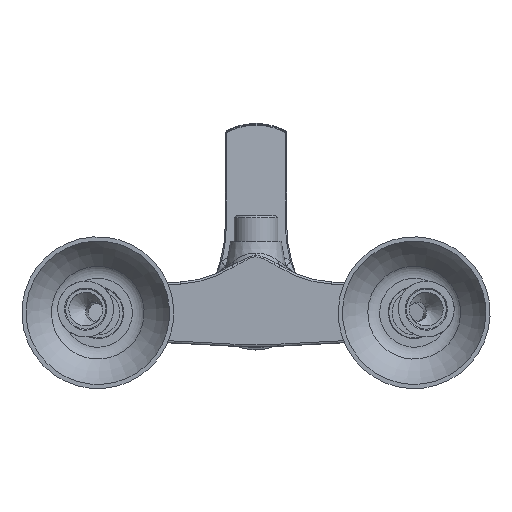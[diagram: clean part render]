
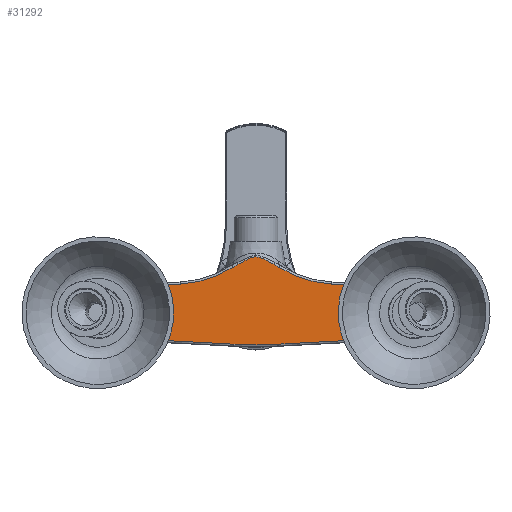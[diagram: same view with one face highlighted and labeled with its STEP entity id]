
A CAD part, front view. The second image highlights one B-rep face of the part: STEP entity #31292.
In plain terms, the highlighted planar face has unit normal (0, -1, 0).
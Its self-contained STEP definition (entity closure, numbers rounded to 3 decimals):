
#184 = CARTESIAN_POINT ( 'NONE',  ( 38.459, -13.7, 64.504 ) ) ;
#300 = VECTOR ( 'NONE', #14286, 1000. ) ;
#392 = ORIENTED_EDGE ( 'NONE', *, *, #23297, .T. ) ;
#502 = VECTOR ( 'NONE', #22744, 1000. ) ;
#735 = VERTEX_POINT ( 'NONE', #1479 ) ;
#754 = ORIENTED_EDGE ( 'NONE', *, *, #18429, .T. ) ;
#906 = FACE_OUTER_BOUND ( 'NONE', #26578, .T. ) ;
#1095 = CARTESIAN_POINT ( 'NONE',  ( 7.172, -13.7, 23.604 ) ) ;
#1099 = DIRECTION ( 'NONE',  ( 0., -1., 0. ) ) ;
#1229 = CARTESIAN_POINT ( 'NONE',  ( 0.394, -13.7, 26.463 ) ) ;
#1287 = VERTEX_POINT ( 'NONE', #31078 ) ;
#1297 = CARTESIAN_POINT ( 'NONE',  ( 54.499, -13.7, -12.594 ) ) ;
#1479 = CARTESIAN_POINT ( 'NONE',  ( -54.499, -13.7, 12.594 ) ) ;
#1728 = CIRCLE ( 'NONE', #26281, 20. ) ;
#2371 = VERTEX_POINT ( 'NONE', #18728 ) ;
#2745 = VERTEX_POINT ( 'NONE', #8962 ) ;
#3043 = ORIENTED_EDGE ( 'NONE', *, *, #14106, .T. ) ;
#3086 = LINE ( 'NONE', #15860, #23743 ) ;
#3514 = CARTESIAN_POINT ( 'NONE',  ( 54.499, -13.7, -46.5 ) ) ;
#4010 = EDGE_CURVE ( 'NONE', #35748, #19932, #13173, .T. ) ;
#4229 = EDGE_CURVE ( 'NONE', #33750, #21884, #1728, .T. ) ;
#4396 = AXIS2_PLACEMENT_3D ( 'NONE', #13808, #19449, #19571 ) ;
#4635 = LINE ( 'NONE', #7466, #28727 ) ;
#5110 = EDGE_CURVE ( 'NONE', #19932, #2371, #12681, .T. ) ;
#5986 = DIRECTION ( 'NONE',  ( 0., 1., 0. ) ) ;
#6276 = CARTESIAN_POINT ( 'NONE',  ( -52.728, -13.7, -12.687 ) ) ;
#6714 = CARTESIAN_POINT ( 'NONE',  ( 7.858, -13.7, 23.231 ) ) ;
#6928 = CIRCLE ( 'NONE', #25500, 51. ) ;
#7186 = CARTESIAN_POINT ( 'NONE',  ( -10.833, -13.7, 21.634 ) ) ;
#7466 = CARTESIAN_POINT ( 'NONE',  ( -54.499, -13.7, -46.5 ) ) ;
#7737 = LINE ( 'NONE', #28021, #300 ) ;
#8040 = EDGE_CURVE ( 'NONE', #735, #18605, #4635, .T. ) ;
#8142 = DIRECTION ( 'NONE',  ( 1., 0., 0. ) ) ;
#8276 = ORIENTED_EDGE ( 'NONE', *, *, #27995, .T. ) ;
#8915 = VERTEX_POINT ( 'NONE', #9861 ) ;
#8962 = CARTESIAN_POINT ( 'NONE',  ( -35.79, -13.7, 13.574 ) ) ;
#9543 = CARTESIAN_POINT ( 'NONE',  ( 5.128, -13.7, 24.75 ) ) ;
#9861 = CARTESIAN_POINT ( 'NONE',  ( 10.415, -13.7, -14.905 ) ) ;
#10414 = ORIENTED_EDGE ( 'NONE', *, *, #32432, .T. ) ;
#11159 = ORIENTED_EDGE ( 'NONE', *, *, #15381, .T. ) ;
#11160 = CARTESIAN_POINT ( 'NONE',  ( -5.808, -13.7, 24.362 ) ) ;
#11371 = ORIENTED_EDGE ( 'NONE', *, *, #8040, .T. ) ;
#12354 = ORIENTED_EDGE ( 'NONE', *, *, #4229, .T. ) ;
#12386 = CARTESIAN_POINT ( 'NONE',  ( 3.04, -13.7, 25.803 ) ) ;
#12681 = LINE ( 'NONE', #29380, #28415 ) ;
#13173 = LINE ( 'NONE', #3514, #31090 ) ;
#13320 = CARTESIAN_POINT ( 'NONE',  ( 54.499, -13.7, 12.594 ) ) ;
#13649 = CARTESIAN_POINT ( 'NONE',  ( -3.045, -13.7, 25.801 ) ) ;
#13795 = CIRCLE ( 'NONE', #4396, 20. ) ;
#13808 = CARTESIAN_POINT ( 'NONE',  ( 0., -13.7, 4.822 ) ) ;
#14033 = DIRECTION ( 'NONE',  ( 0., 1., 0. ) ) ;
#14106 = EDGE_CURVE ( 'NONE', #26661, #8915, #22039, .T. ) ;
#14286 = DIRECTION ( 'NONE',  ( -0.999, 0., -0.052 ) ) ;
#15321 = ORIENTED_EDGE ( 'NONE', *, *, #30082, .T. ) ;
#15381 = EDGE_CURVE ( 'NONE', #21884, #1287, #23000, .T. ) ;
#15860 = CARTESIAN_POINT ( 'NONE',  ( 54.447, -13.7, -12.597 ) ) ;
#16456 = CARTESIAN_POINT ( 'NONE',  ( -8.565, -13.7, 22.896 ) ) ;
#16614 = VERTEX_POINT ( 'NONE', #21740 ) ;
#17887 = CARTESIAN_POINT ( 'NONE',  ( 8.565, -13.7, 22.896 ) ) ;
#18021 = CARTESIAN_POINT ( 'NONE',  ( 0.782, -13.7, 26.425 ) ) ;
#18148 = PLANE ( 'NONE',  #22267 ) ;
#18429 = EDGE_CURVE ( 'NONE', #16614, #22151, #13795, .T. ) ;
#18605 = VERTEX_POINT ( 'NONE', #26436 ) ;
#18728 = CARTESIAN_POINT ( 'NONE',  ( 35.79, -13.7, 13.574 ) ) ;
#19449 = DIRECTION ( 'NONE',  ( 0., -1., 0. ) ) ;
#19505 = CARTESIAN_POINT ( 'NONE',  ( -1.561, -13.7, 26.281 ) ) ;
#19571 = DIRECTION ( 'NONE',  ( 1., 0., 0. ) ) ;
#19932 = VERTEX_POINT ( 'NONE', #13320 ) ;
#19951 = DIRECTION ( 'NONE',  ( 0., 0., 1. ) ) ;
#20466 = DIRECTION ( 'NONE',  ( 1., 0., 0. ) ) ;
#20548 = CARTESIAN_POINT ( 'NONE',  ( 10.833, -13.7, 21.634 ) ) ;
#20723 = CARTESIAN_POINT ( 'NONE',  ( 5.807, -13.7, 24.363 ) ) ;
#20725 = CARTESIAN_POINT ( 'NONE',  ( -54.5, -13.7, -46.5 ) ) ;
#21740 = CARTESIAN_POINT ( 'NONE',  ( -8.565, -13.7, 22.896 ) ) ;
#21884 = VERTEX_POINT ( 'NONE', #24050 ) ;
#21988 = DIRECTION ( 'NONE',  ( 1., 0., 0. ) ) ;
#22039 = CIRCLE ( 'NONE', #32600, 199. ) ;
#22151 = VERTEX_POINT ( 'NONE', #7186 ) ;
#22233 = DIRECTION ( 'NONE',  ( 1., 0., 0. ) ) ;
#22267 = AXIS2_PLACEMENT_3D ( 'NONE', #20725, #1099, #20466 ) ;
#22326 = CARTESIAN_POINT ( 'NONE',  ( -5.129, -13.7, 24.749 ) ) ;
#22406 = LINE ( 'NONE', #6276, #502 ) ;
#22515 = EDGE_CURVE ( 'NONE', #18605, #26661, #22406, .T. ) ;
#22744 = DIRECTION ( 'NONE',  ( 0.999, 0., -0.052 ) ) ;
#23000 = B_SPLINE_CURVE_WITH_KNOTS ( 'NONE', 3,
 ( #17887, #6714, #1095, #20723, #9543, #29156, #12386, #31987, #34797, #18021, #1229, #29769 ),
 .UNSPECIFIED., .F., .F.,
 ( 4, 2, 2, 2, 2, 4 ),
 ( 0., 0.002, 0.005, 0.007, 0.008, 0.009 ),
 .UNSPECIFIED. ) ;
#23297 = EDGE_CURVE ( 'NONE', #8915, #35748, #3086, .T. ) ;
#23743 = VECTOR ( 'NONE', #35204, 1000. ) ;
#24050 = CARTESIAN_POINT ( 'NONE',  ( 8.565, -13.7, 22.896 ) ) ;
#24163 = EDGE_CURVE ( 'NONE', #22151, #2745, #29852, .T. ) ;
#24471 = DIRECTION ( 'NONE',  ( 0., -1., 0. ) ) ;
#24857 = CARTESIAN_POINT ( 'NONE',  ( 0., -13.7, 4.822 ) ) ;
#24927 = CARTESIAN_POINT ( 'NONE',  ( -0.786, -13.7, 26.425 ) ) ;
#25000 = ORIENTED_EDGE ( 'NONE', *, *, #5110, .T. ) ;
#25151 = CARTESIAN_POINT ( 'NONE',  ( -3.747, -13.7, 25.468 ) ) ;
#25276 = DIRECTION ( 'NONE',  ( 1., 0., 0. ) ) ;
#25398 = CARTESIAN_POINT ( 'NONE',  ( -38.459, -13.7, 64.504 ) ) ;
#25500 = AXIS2_PLACEMENT_3D ( 'NONE', #184, #14033, #22233 ) ;
#26121 = B_SPLINE_CURVE_WITH_KNOTS ( 'NONE', 3,
 ( #33591, #27606, #24927, #19505, #36051, #13649, #25151, #22326, #11160, #36163, #35817, #16456 ),
 .UNSPECIFIED., .F., .F.,
 ( 4, 2, 2, 2, 2, 4 ),
 ( 0., 0.001, 0.002, 0.005, 0.007, 0.009 ),
 .UNSPECIFIED. ) ;
#26281 = AXIS2_PLACEMENT_3D ( 'NONE', #24857, #33174, #8142 ) ;
#26436 = CARTESIAN_POINT ( 'NONE',  ( -54.499, -13.7, -12.594 ) ) ;
#26578 = EDGE_LOOP ( 'NONE', ( #31830, #25000, #8276, #12354, #11159, #10414, #754, #27342, #15321, #11371, #34681, #3043, #392 ) ) ;
#26661 = VERTEX_POINT ( 'NONE', #34840 ) ;
#27220 = DIRECTION ( 'NONE',  ( 0., 0., -1. ) ) ;
#27342 = ORIENTED_EDGE ( 'NONE', *, *, #24163, .T. ) ;
#27387 = CARTESIAN_POINT ( 'NONE',  ( 0., -13.7, 183.822 ) ) ;
#27606 = CARTESIAN_POINT ( 'NONE',  ( -0.395, -13.7, 26.463 ) ) ;
#27995 = EDGE_CURVE ( 'NONE', #2371, #33750, #6928, .T. ) ;
#28021 = CARTESIAN_POINT ( 'NONE',  ( -57.588, -13.7, 12.432 ) ) ;
#28415 = VECTOR ( 'NONE', #35147, 1000. ) ;
#28727 = VECTOR ( 'NONE', #27220, 1000. ) ;
#29156 = CARTESIAN_POINT ( 'NONE',  ( 3.744, -13.7, 25.47 ) ) ;
#29380 = CARTESIAN_POINT ( 'NONE',  ( 35.79, -13.7, 13.574 ) ) ;
#29769 = CARTESIAN_POINT ( 'NONE',  ( 0., -13.7, 26.463 ) ) ;
#29852 = CIRCLE ( 'NONE', #30791, 51. ) ;
#30082 = EDGE_CURVE ( 'NONE', #2745, #735, #7737, .T. ) ;
#30791 = AXIS2_PLACEMENT_3D ( 'NONE', #25398, #5986, #25276 ) ;
#31078 = CARTESIAN_POINT ( 'NONE',  ( 0., -13.7, 26.463 ) ) ;
#31090 = VECTOR ( 'NONE', #19951, 1000. ) ;
#31292 = ADVANCED_FACE ( 'NONE', ( #906 ), #18148, .T. ) ;
#31830 = ORIENTED_EDGE ( 'NONE', *, *, #4010, .T. ) ;
#31987 = CARTESIAN_POINT ( 'NONE',  ( 1.928, -13.7, 26.18 ) ) ;
#32432 = EDGE_CURVE ( 'NONE', #1287, #16614, #26121, .T. ) ;
#32600 = AXIS2_PLACEMENT_3D ( 'NONE', #27387, #24471, #21988 ) ;
#33174 = DIRECTION ( 'NONE',  ( 0., -1., 0. ) ) ;
#33591 = CARTESIAN_POINT ( 'NONE',  ( 0., -13.7, 26.463 ) ) ;
#33750 = VERTEX_POINT ( 'NONE', #20548 ) ;
#34681 = ORIENTED_EDGE ( 'NONE', *, *, #22515, .T. ) ;
#34797 = CARTESIAN_POINT ( 'NONE',  ( 1.548, -13.7, 26.284 ) ) ;
#34840 = CARTESIAN_POINT ( 'NONE',  ( -10.415, -13.7, -14.905 ) ) ;
#35147 = DIRECTION ( 'NONE',  ( -0.999, 0., 0.052 ) ) ;
#35204 = DIRECTION ( 'NONE',  ( 0.999, 0., 0.052 ) ) ;
#35748 = VERTEX_POINT ( 'NONE', #1297 ) ;
#35817 = CARTESIAN_POINT ( 'NONE',  ( -7.859, -13.7, 23.23 ) ) ;
#36051 = CARTESIAN_POINT ( 'NONE',  ( -1.94, -13.7, 26.176 ) ) ;
#36163 = CARTESIAN_POINT ( 'NONE',  ( -7.173, -13.7, 23.603 ) ) ;
